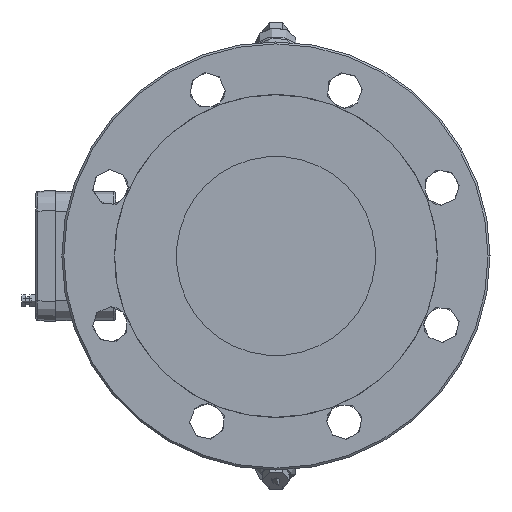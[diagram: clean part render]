
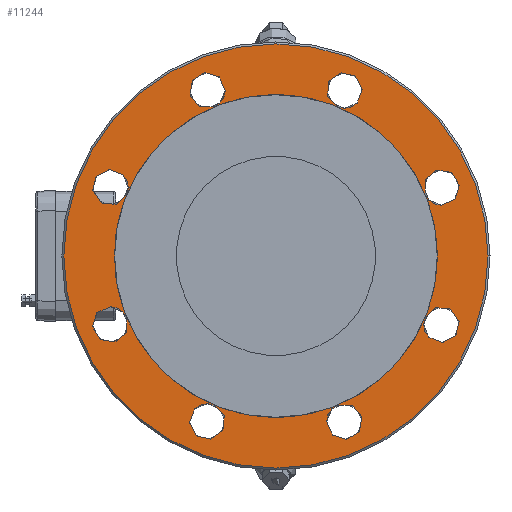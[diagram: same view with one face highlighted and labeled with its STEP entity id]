
A CAD part, left-side view. The second image highlights one B-rep face of the part: STEP entity #11244.
In plain terms, the highlighted planar face has unit normal (-1, 0, 0).
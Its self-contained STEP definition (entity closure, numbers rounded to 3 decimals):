
#2500=PLANE('',#11914);
#2955=FACE_BOUND('',#3704,.T.);
#2956=FACE_BOUND('',#3705,.T.);
#2957=FACE_BOUND('',#3706,.T.);
#2958=FACE_BOUND('',#3707,.T.);
#2959=FACE_BOUND('',#3708,.T.);
#2960=FACE_BOUND('',#3709,.T.);
#2961=FACE_BOUND('',#3710,.T.);
#2962=FACE_BOUND('',#3711,.T.);
#2963=FACE_BOUND('',#3712,.T.);
#3047=FACE_OUTER_BOUND('',#3703,.T.);
#3703=EDGE_LOOP('',(#7381));
#3704=EDGE_LOOP('',(#7382));
#3705=EDGE_LOOP('',(#7383));
#3706=EDGE_LOOP('',(#7384));
#3707=EDGE_LOOP('',(#7385));
#3708=EDGE_LOOP('',(#7386));
#3709=EDGE_LOOP('',(#7387));
#3710=EDGE_LOOP('',(#7388));
#3711=EDGE_LOOP('',(#7389));
#3712=EDGE_LOOP('',(#7390));
#4394=CIRCLE('',#11902,9.);
#4404=CIRCLE('',#11915,106.5);
#4405=CIRCLE('',#11916,81.);
#4406=CIRCLE('',#11917,9.);
#4407=CIRCLE('',#11918,9.);
#4408=CIRCLE('',#11919,9.);
#4409=CIRCLE('',#11920,9.);
#4410=CIRCLE('',#11921,9.);
#4411=CIRCLE('',#11922,9.);
#4412=CIRCLE('',#11923,9.);
#4716=VERTEX_POINT('',#15859);
#4726=VERTEX_POINT('',#15882);
#4727=VERTEX_POINT('',#15884);
#4728=VERTEX_POINT('',#15886);
#4729=VERTEX_POINT('',#15888);
#4730=VERTEX_POINT('',#15890);
#4731=VERTEX_POINT('',#15892);
#4732=VERTEX_POINT('',#15894);
#4733=VERTEX_POINT('',#15896);
#4734=VERTEX_POINT('',#15898);
#5780=EDGE_CURVE('',#4716,#4716,#4394,.F.);
#5790=EDGE_CURVE('',#4726,#4726,#4404,.T.);
#5791=EDGE_CURVE('',#4727,#4727,#4405,.T.);
#5792=EDGE_CURVE('',#4728,#4728,#4406,.F.);
#5793=EDGE_CURVE('',#4729,#4729,#4407,.F.);
#5794=EDGE_CURVE('',#4730,#4730,#4408,.F.);
#5795=EDGE_CURVE('',#4731,#4731,#4409,.F.);
#5796=EDGE_CURVE('',#4732,#4732,#4410,.F.);
#5797=EDGE_CURVE('',#4733,#4733,#4411,.F.);
#5798=EDGE_CURVE('',#4734,#4734,#4412,.F.);
#7381=ORIENTED_EDGE('',*,*,#5790,.F.);
#7382=ORIENTED_EDGE('',*,*,#5791,.T.);
#7383=ORIENTED_EDGE('',*,*,#5792,.T.);
#7384=ORIENTED_EDGE('',*,*,#5793,.T.);
#7385=ORIENTED_EDGE('',*,*,#5794,.T.);
#7386=ORIENTED_EDGE('',*,*,#5795,.T.);
#7387=ORIENTED_EDGE('',*,*,#5796,.T.);
#7388=ORIENTED_EDGE('',*,*,#5797,.T.);
#7389=ORIENTED_EDGE('',*,*,#5798,.T.);
#7390=ORIENTED_EDGE('',*,*,#5780,.T.);
#11244=ADVANCED_FACE('',(#3047,#2955,#2956,#2957,#2958,#2959,#2960,#2961,
#2962,#2963),#2500,.T.);
#11902=AXIS2_PLACEMENT_3D('',#15860,#12866,#12867);
#11914=AXIS2_PLACEMENT_3D('',#15881,#12890,#12891);
#11915=AXIS2_PLACEMENT_3D('',#15883,#12892,#12893);
#11916=AXIS2_PLACEMENT_3D('',#15885,#12894,#12895);
#11917=AXIS2_PLACEMENT_3D('',#15887,#12896,#12897);
#11918=AXIS2_PLACEMENT_3D('',#15889,#12898,#12899);
#11919=AXIS2_PLACEMENT_3D('',#15891,#12900,#12901);
#11920=AXIS2_PLACEMENT_3D('',#15893,#12902,#12903);
#11921=AXIS2_PLACEMENT_3D('',#15895,#12904,#12905);
#11922=AXIS2_PLACEMENT_3D('',#15897,#12906,#12907);
#11923=AXIS2_PLACEMENT_3D('',#15899,#12908,#12909);
#12866=DIRECTION('center_axis',(-1.,0.,0.));
#12867=DIRECTION('ref_axis',(0.,1.,0.));
#12890=DIRECTION('center_axis',(-1.,0.,0.));
#12891=DIRECTION('ref_axis',(0.,1.,0.));
#12892=DIRECTION('center_axis',(1.,0.,0.));
#12893=DIRECTION('ref_axis',(0.,1.,0.));
#12894=DIRECTION('center_axis',(1.,0.,0.));
#12895=DIRECTION('ref_axis',(0.,1.,0.));
#12896=DIRECTION('center_axis',(-1.,0.,0.));
#12897=DIRECTION('ref_axis',(0.,0.707,-0.707));
#12898=DIRECTION('center_axis',(-1.,0.,0.));
#12899=DIRECTION('ref_axis',(0.,-0.707,-0.707));
#12900=DIRECTION('center_axis',(-1.,0.,0.));
#12901=DIRECTION('ref_axis',(0.,-0.707,0.707));
#12902=DIRECTION('center_axis',(-1.,0.,0.));
#12903=DIRECTION('ref_axis',(0.,0.,1.));
#12904=DIRECTION('center_axis',(-1.,0.,0.));
#12905=DIRECTION('ref_axis',(0.,0.707,0.707));
#12906=DIRECTION('center_axis',(-1.,0.,0.));
#12907=DIRECTION('ref_axis',(0.,-1.,0.));
#12908=DIRECTION('center_axis',(-1.,0.,0.));
#12909=DIRECTION('ref_axis',(0.,0.,-1.));
#15859=CARTESIAN_POINT('',(-347.,-25.442,-83.149));
#15860=CARTESIAN_POINT('Origin',(-347.,-34.442,-83.149));
#15881=CARTESIAN_POINT('Origin',(-347.,0.,0.));
#15882=CARTESIAN_POINT('',(-347.,106.5,0.));
#15883=CARTESIAN_POINT('Origin',(-347.,0.,0.));
#15884=CARTESIAN_POINT('',(-347.,81.,0.));
#15885=CARTESIAN_POINT('Origin',(-347.,0.,0.));
#15886=CARTESIAN_POINT('',(-347.,-76.785,-40.805));
#15887=CARTESIAN_POINT('Origin',(-347.,-83.149,-34.442));
#15888=CARTESIAN_POINT('',(-347.,-40.805,76.785));
#15889=CARTESIAN_POINT('Origin',(-347.,-34.442,83.149));
#15890=CARTESIAN_POINT('',(-347.,76.785,40.805));
#15891=CARTESIAN_POINT('Origin',(-347.,83.149,34.442));
#15892=CARTESIAN_POINT('',(-347.,83.149,-25.442));
#15893=CARTESIAN_POINT('Origin',(-347.,83.149,-34.442));
#15894=CARTESIAN_POINT('',(-347.,40.805,-76.785));
#15895=CARTESIAN_POINT('Origin',(-347.,34.442,-83.149));
#15896=CARTESIAN_POINT('',(-347.,25.442,83.149));
#15897=CARTESIAN_POINT('Origin',(-347.,34.442,83.149));
#15898=CARTESIAN_POINT('',(-347.,-83.149,25.442));
#15899=CARTESIAN_POINT('Origin',(-347.,-83.149,34.442));
